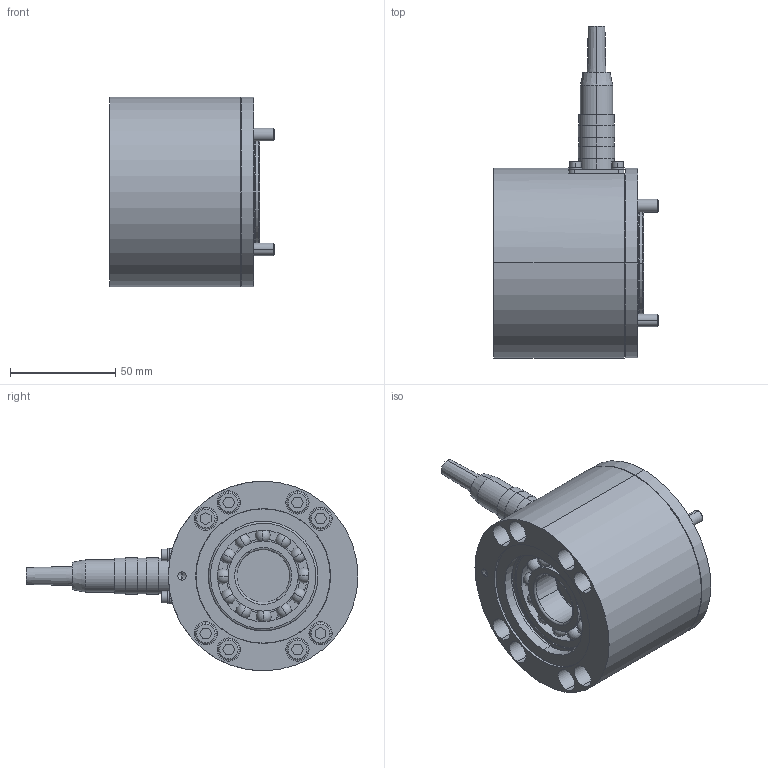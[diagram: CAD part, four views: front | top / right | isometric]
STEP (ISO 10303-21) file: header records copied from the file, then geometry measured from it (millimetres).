
FILE_DESCRIPTION (( 'STEP AP203' ), '1' );
FILE_NAME ('31104627_-.step', '2022-03-07T14:45:47', ( '' ), ( '' ), 'SwSTEP 2.0', 'SolidWorks 2018', '' );
FILE_SCHEMA (( 'CONFIG_CONTROL_DESIGN' ));
Length unit declared in the file: millimetre
Products named in the file (13): Flanschstecker_M14x1_Mini_5pol; Kabeldose_M14x1_Mini_5pol; Zyl-Schr DIN912_M6x40; Federringe_DIN127A_M03; 31104484_Stp_01; 31104486_stp_nach_Vergueten; Zyl-Schr DIN912_M3x6; Si-Ring DIN472_D52x2; 31104502_01; Zyl-Schr DIN912_M6x30; PKL_1205_01; 31104488_01; 31104627_-
Assembly tree (24 placements, depth 3):
  31104627_-
    31104484_Stp_01
      31104486_stp_nach_Vergueten
      31104488_01
      31104502_01
      Federringe_DIN127A_M03  x4
      Zyl-Schr DIN912_M3x6  x4
      Zyl-Schr DIN912_M6x30  x4
      Si-Ring DIN472_D52x2
      Flanschstecker_M14x1_Mini_5pol
      PKL_1205_01
    Kabeldose_M14x1_Mini_5pol
    Zyl-Schr DIN912_M6x40  x4
Bounding box: 78 x 157.5 x 90 mm (x, y, z)
Volume: 307329.4 mm3; surface area: 123449.6 mm2
Topology: 48 solids, 48 shells, 630 faces, 1457 edges, 931 vertices
Faces by surface type: cylinder 260, plane 206, cone 64, torus 50, sphere 50
Entity records: 14405 total; most frequent: DIRECTION 2489, CARTESIAN_POINT 2211, ORIENTED_EDGE 1926, AXIS2_PLACEMENT_3D 1060, EDGE_CURVE 963, VERTEX_POINT 639, CIRCLE 582, EDGE_LOOP 558
